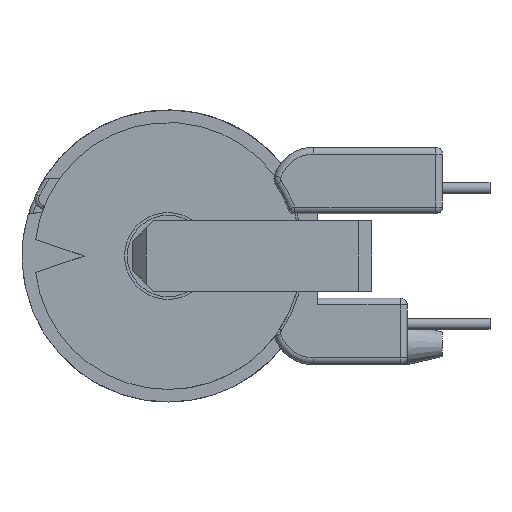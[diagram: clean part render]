
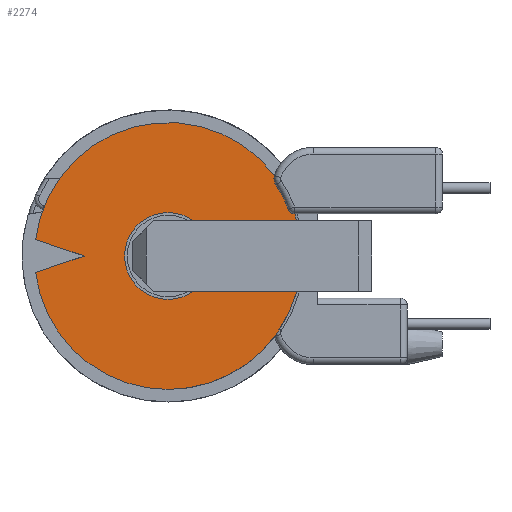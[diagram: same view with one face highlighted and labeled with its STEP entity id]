
A CAD part, left-side view. The second image highlights one B-rep face of the part: STEP entity #2274.
In plain terms, the highlighted planar face has unit normal (-1, 0, 0).
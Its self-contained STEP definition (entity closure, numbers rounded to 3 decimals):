
#3 = CARTESIAN_POINT ( 'NONE',  ( -9.6, -7.834, 5.922 ) ) ;
#1399 = CARTESIAN_POINT ( 'NONE',  ( -9.6, 0., 0. ) ) ;
#1713 = PLANE ( 'NONE',  #3072 ) ;
#1875 = CARTESIAN_POINT ( 'NONE',  ( -9.6, 6.175, 0. ) ) ;
#2132 = VERTEX_POINT ( 'NONE', #30023 ) ;
#2274 = ADVANCED_FACE ( 'NONE', ( #8538, #26044 ), #1713, .F. ) ;
#2522 = CARTESIAN_POINT ( 'NONE',  ( -9.6, -9.75, 1.214 ) ) ;
#3072 = AXIS2_PLACEMENT_3D ( 'NONE', #21194, #31140, #8872 ) ;
#3285 = DIRECTION ( 'NONE',  ( 1., 0., 0. ) ) ;
#3442 = VERTEX_POINT ( 'NONE', #22503 ) ;
#3890 = DIRECTION ( 'NONE',  ( 1., 0., 0. ) ) ;
#3977 = EDGE_CURVE ( 'NONE', #16808, #5860, #13897, .T. ) ;
#4000 = CARTESIAN_POINT ( 'NONE',  ( -9.6, -7.835, 5.928 ) ) ;
#4258 = EDGE_LOOP ( 'NONE', ( #27476, #24989 ) ) ;
#4506 = CARTESIAN_POINT ( 'NONE',  ( -9.6, -9.12, -1. ) ) ;
#4783 = ORIENTED_EDGE ( 'NONE', *, *, #8767, .F. ) ;
#4949 = DIRECTION ( 'NONE',  ( 0., 0., -1. ) ) ;
#5244 = DIRECTION ( 'NONE',  ( -1., 0., 0. ) ) ;
#5264 = CARTESIAN_POINT ( 'NONE',  ( -9.6, -9.75, -1.214 ) ) ;
#5500 = EDGE_CURVE ( 'NONE', #31201, #8625, #12830, .T. ) ;
#5607 = CIRCLE ( 'NONE', #18696, 0.5 ) ;
#5860 = VERTEX_POINT ( 'NONE', #2522 ) ;
#6408 = VECTOR ( 'NONE', #20052, 1000. ) ;
#6570 = VECTOR ( 'NONE', #14055, 1000. ) ;
#6885 = AXIS2_PLACEMENT_3D ( 'NONE', #14223, #31182, #19077 ) ;
#7128 = CARTESIAN_POINT ( 'NONE',  ( -9.6, 0., 0. ) ) ;
#7315 = EDGE_CURVE ( 'NONE', #31241, #28923, #21347, .T. ) ;
#7374 = VECTOR ( 'NONE', #14175, 1000. ) ;
#7495 = EDGE_CURVE ( 'NONE', #8625, #18687, #31249, .T. ) ;
#7585 = AXIS2_PLACEMENT_3D ( 'NONE', #31525, #5244, #26699 ) ;
#7874 = ORIENTED_EDGE ( 'NONE', *, *, #17954, .F. ) ;
#8130 = VERTEX_POINT ( 'NONE', #5264 ) ;
#8156 = CARTESIAN_POINT ( 'NONE',  ( -9.6, -8.595, 5.676 ) ) ;
#8538 = FACE_OUTER_BOUND ( 'NONE', #21262, .T. ) ;
#8625 = VERTEX_POINT ( 'NONE', #9183 ) ;
#8695 = AXIS2_PLACEMENT_3D ( 'NONE', #7128, #24086, #31062 ) ;
#8767 = EDGE_CURVE ( 'NONE', #2132, #26735, #17319, .T. ) ;
#8872 = DIRECTION ( 'NONE',  ( 0., 0., -1. ) ) ;
#9183 = CARTESIAN_POINT ( 'NONE',  ( -9.6, 9.75, 1.214 ) ) ;
#9188 = LINE ( 'NONE', #4506, #6570 ) ;
#9561 = AXIS2_PLACEMENT_3D ( 'NONE', #1399, #28142, #15781 ) ;
#9591 = CIRCLE ( 'NONE', #9561, 9.5 ) ;
#9654 = CARTESIAN_POINT ( 'NONE',  ( -9.6, -8.863, 3.42 ) ) ;
#9727 = CARTESIAN_POINT ( 'NONE',  ( -9.6, -9.33, 3.6 ) ) ;
#10016 = EDGE_CURVE ( 'NONE', #23840, #8130, #9188, .T. ) ;
#10693 = DIRECTION ( 'NONE',  ( 0., 0., -1. ) ) ;
#10814 = CARTESIAN_POINT ( 'NONE',  ( -9.6, 0., 0. ) ) ;
#10884 = LINE ( 'NONE', #19478, #21935 ) ;
#11702 = AXIS2_PLACEMENT_3D ( 'NONE', #27853, #17670, #25172 ) ;
#12358 = ORIENTED_EDGE ( 'NONE', *, *, #3977, .F. ) ;
#12830 = LINE ( 'NONE', #25409, #6408 ) ;
#13020 = DIRECTION ( 'NONE',  ( 0., 1., 0. ) ) ;
#13589 = ORIENTED_EDGE ( 'NONE', *, *, #22568, .F. ) ;
#13897 = CIRCLE ( 'NONE', #27424, 9.825 ) ;
#13950 = ORIENTED_EDGE ( 'NONE', *, *, #26206, .F. ) ;
#14055 = DIRECTION ( 'NONE',  ( 0., -0.947, -0.321 ) ) ;
#14175 = DIRECTION ( 'NONE',  ( 0., 0.947, -0.321 ) ) ;
#14223 = CARTESIAN_POINT ( 'NONE',  ( -9.6, 0., 0. ) ) ;
#14319 = CARTESIAN_POINT ( 'NONE',  ( -9.6, 9.75, -1.214 ) ) ;
#14523 = CARTESIAN_POINT ( 'NONE',  ( -9.6, 0., 3.2 ) ) ;
#14609 = DIRECTION ( 'NONE',  ( 0., -0.947, 0.321 ) ) ;
#14703 = DIRECTION ( 'NONE',  ( 0., 1., 0. ) ) ;
#14787 = DIRECTION ( 'NONE',  ( 1., 0., 0. ) ) ;
#15231 = CIRCLE ( 'NONE', #23926, 3.2 ) ;
#15273 = VERTEX_POINT ( 'NONE', #9654 ) ;
#15781 = DIRECTION ( 'NONE',  ( 0., 1., 0. ) ) ;
#16103 = CARTESIAN_POINT ( 'NONE',  ( -9.6, -9.323, 3.1 ) ) ;
#16406 = ORIENTED_EDGE ( 'NONE', *, *, #5500, .F. ) ;
#16808 = VERTEX_POINT ( 'NONE', #16103 ) ;
#17319 = CIRCLE ( 'NONE', #26075, 9.825 ) ;
#17351 = CARTESIAN_POINT ( 'NONE',  ( -9.6, -6.175, 0. ) ) ;
#17670 = DIRECTION ( 'NONE',  ( 1., 0., 0. ) ) ;
#17954 = EDGE_CURVE ( 'NONE', #8130, #2132, #18177, .T. ) ;
#18177 = CIRCLE ( 'NONE', #6885, 9.825 ) ;
#18687 = VERTEX_POINT ( 'NONE', #4000 ) ;
#18696 = AXIS2_PLACEMENT_3D ( 'NONE', #9727, #26737, #14703 ) ;
#19077 = DIRECTION ( 'NONE',  ( 0., 0., -1. ) ) ;
#19478 = CARTESIAN_POINT ( 'NONE',  ( -9.6, 9.12, -1. ) ) ;
#19581 = VERTEX_POINT ( 'NONE', #3 ) ;
#20052 = DIRECTION ( 'NONE',  ( 0., 0.947, 0.321 ) ) ;
#20073 = EDGE_CURVE ( 'NONE', #15273, #16808, #5607, .T. ) ;
#20194 = ORIENTED_EDGE ( 'NONE', *, *, #29631, .T. ) ;
#20363 = ORIENTED_EDGE ( 'NONE', *, *, #20073, .F. ) ;
#20917 = ORIENTED_EDGE ( 'NONE', *, *, #7495, .F. ) ;
#21124 = AXIS2_PLACEMENT_3D ( 'NONE', #8156, #27625, #13020 ) ;
#21194 = CARTESIAN_POINT ( 'NONE',  ( -9.6, 9.175, 0. ) ) ;
#21262 = EDGE_LOOP ( 'NONE', ( #13950, #20917, #16406, #26808, #4783, #7874, #26444, #28411, #12358, #20363, #20194, #13589 ) ) ;
#21347 = CIRCLE ( 'NONE', #11702, 3.2 ) ;
#21935 = VECTOR ( 'NONE', #14609, 1000. ) ;
#22260 = CARTESIAN_POINT ( 'NONE',  ( -9.6, 0., 0. ) ) ;
#22503 = CARTESIAN_POINT ( 'NONE',  ( -9.6, -7.927, 5.235 ) ) ;
#22568 = EDGE_CURVE ( 'NONE', #19581, #3442, #24546, .T. ) ;
#23223 = DIRECTION ( 'NONE',  ( 0., 0., -1. ) ) ;
#23840 = VERTEX_POINT ( 'NONE', #17351 ) ;
#23926 = AXIS2_PLACEMENT_3D ( 'NONE', #10814, #3285, #10693 ) ;
#24086 = DIRECTION ( 'NONE',  ( 1., 0., 0. ) ) ;
#24546 = CIRCLE ( 'NONE', #21124, 0.8 ) ;
#24989 = ORIENTED_EDGE ( 'NONE', *, *, #7315, .T. ) ;
#25029 = EDGE_CURVE ( 'NONE', #26735, #31201, #10884, .T. ) ;
#25172 = DIRECTION ( 'NONE',  ( 0., 0., -1. ) ) ;
#25409 = CARTESIAN_POINT ( 'NONE',  ( -9.6, 6.175, 0. ) ) ;
#25452 = CIRCLE ( 'NONE', #7585, 3. ) ;
#25791 = CARTESIAN_POINT ( 'NONE',  ( -9.6, 0., 0. ) ) ;
#26044 = FACE_BOUND ( 'NONE', #4258, .T. ) ;
#26075 = AXIS2_PLACEMENT_3D ( 'NONE', #22260, #14787, #4949 ) ;
#26206 = EDGE_CURVE ( 'NONE', #18687, #19581, #25452, .T. ) ;
#26444 = ORIENTED_EDGE ( 'NONE', *, *, #10016, .F. ) ;
#26699 = DIRECTION ( 'NONE',  ( 0., 1., 0. ) ) ;
#26735 = VERTEX_POINT ( 'NONE', #14319 ) ;
#26737 = DIRECTION ( 'NONE',  ( -1., 0., 0. ) ) ;
#26762 = LINE ( 'NONE', #28869, #7374 ) ;
#26808 = ORIENTED_EDGE ( 'NONE', *, *, #25029, .F. ) ;
#27424 = AXIS2_PLACEMENT_3D ( 'NONE', #25791, #3890, #23223 ) ;
#27476 = ORIENTED_EDGE ( 'NONE', *, *, #31473, .T. ) ;
#27625 = DIRECTION ( 'NONE',  ( -1., 0., 0. ) ) ;
#27853 = CARTESIAN_POINT ( 'NONE',  ( -9.6, 0., 0. ) ) ;
#28142 = DIRECTION ( 'NONE',  ( -1., 0., 0. ) ) ;
#28411 = ORIENTED_EDGE ( 'NONE', *, *, #29810, .F. ) ;
#28869 = CARTESIAN_POINT ( 'NONE',  ( -9.6, -6.175, 0. ) ) ;
#28923 = VERTEX_POINT ( 'NONE', #30996 ) ;
#29631 = EDGE_CURVE ( 'NONE', #15273, #3442, #9591, .T. ) ;
#29810 = EDGE_CURVE ( 'NONE', #5860, #23840, #26762, .T. ) ;
#30023 = CARTESIAN_POINT ( 'NONE',  ( -9.6, 0., -9.825 ) ) ;
#30996 = CARTESIAN_POINT ( 'NONE',  ( -9.6, 0., -3.2 ) ) ;
#31062 = DIRECTION ( 'NONE',  ( 0., 0., -1. ) ) ;
#31140 = DIRECTION ( 'NONE',  ( 1., 0., 0. ) ) ;
#31182 = DIRECTION ( 'NONE',  ( 1., 0., 0. ) ) ;
#31201 = VERTEX_POINT ( 'NONE', #1875 ) ;
#31241 = VERTEX_POINT ( 'NONE', #14523 ) ;
#31249 = CIRCLE ( 'NONE', #8695, 9.825 ) ;
#31473 = EDGE_CURVE ( 'NONE', #28923, #31241, #15231, .T. ) ;
#31525 = CARTESIAN_POINT ( 'NONE',  ( -9.6, -10.688, 5. ) ) ;
